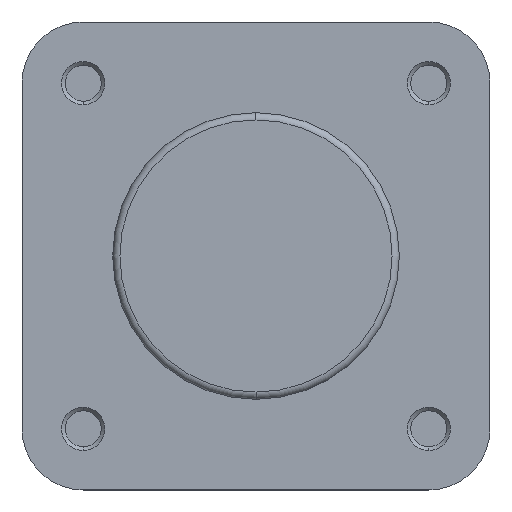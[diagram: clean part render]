
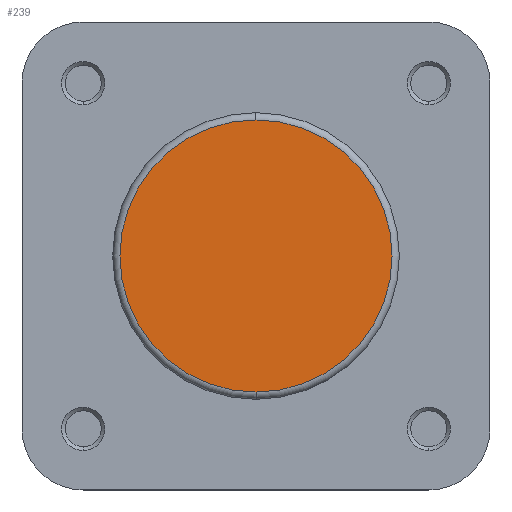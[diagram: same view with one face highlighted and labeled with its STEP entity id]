
A CAD part, left-side view. The second image highlights one B-rep face of the part: STEP entity #239.
In plain terms, the highlighted planar face has unit normal (-1, 0, 0).
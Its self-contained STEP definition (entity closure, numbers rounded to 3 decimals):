
#39 = VERTEX_POINT ( 'NONE', #582 ) ;
#239 = ADVANCED_FACE ( 'NONE', ( #1709 ), #925, .F. ) ;
#397 = DIRECTION ( 'NONE',  ( 1., 0., 0. ) ) ;
#582 = CARTESIAN_POINT ( 'NONE',  ( 21., 0., 18.9 ) ) ;
#644 = DIRECTION ( 'NONE',  ( 0., 0., -1. ) ) ;
#837 = CARTESIAN_POINT ( 'NONE',  ( 21., 19.9, 0. ) ) ;
#925 = PLANE ( 'NONE',  #4241 ) ;
#980 = VERTEX_POINT ( 'NONE', #2354 ) ;
#1104 = DIRECTION ( 'NONE',  ( 0., 0., -1. ) ) ;
#1207 = DIRECTION ( 'NONE',  ( 0., 0., -1. ) ) ;
#1512 = CARTESIAN_POINT ( 'NONE',  ( 21., 0., 0. ) ) ;
#1532 = CARTESIAN_POINT ( 'NONE',  ( 21., 0., 0. ) ) ;
#1564 = DIRECTION ( 'NONE',  ( -1., 0., 0. ) ) ;
#1635 = DIRECTION ( 'NONE',  ( -1., 0., 0. ) ) ;
#1709 = FACE_OUTER_BOUND ( 'NONE', #3697, .T. ) ;
#2354 = CARTESIAN_POINT ( 'NONE',  ( 21., 0., -18.9 ) ) ;
#2951 = CIRCLE ( 'NONE', #4725, 18.9 ) ;
#3097 = CIRCLE ( 'NONE', #4349, 18.9 ) ;
#3697 = EDGE_LOOP ( 'NONE', ( #3789, #3790 ) ) ;
#3789 = ORIENTED_EDGE ( 'NONE', *, *, #4299, .T. ) ;
#3790 = ORIENTED_EDGE ( 'NONE', *, *, #4178, .T. ) ;
#4178 = EDGE_CURVE ( 'NONE', #39, #980, #2951, .T. ) ;
#4241 = AXIS2_PLACEMENT_3D ( 'NONE', #837, #397, #644 ) ;
#4299 = EDGE_CURVE ( 'NONE', #980, #39, #3097, .T. ) ;
#4349 = AXIS2_PLACEMENT_3D ( 'NONE', #1532, #1564, #1207 ) ;
#4725 = AXIS2_PLACEMENT_3D ( 'NONE', #1512, #1635, #1104 ) ;
